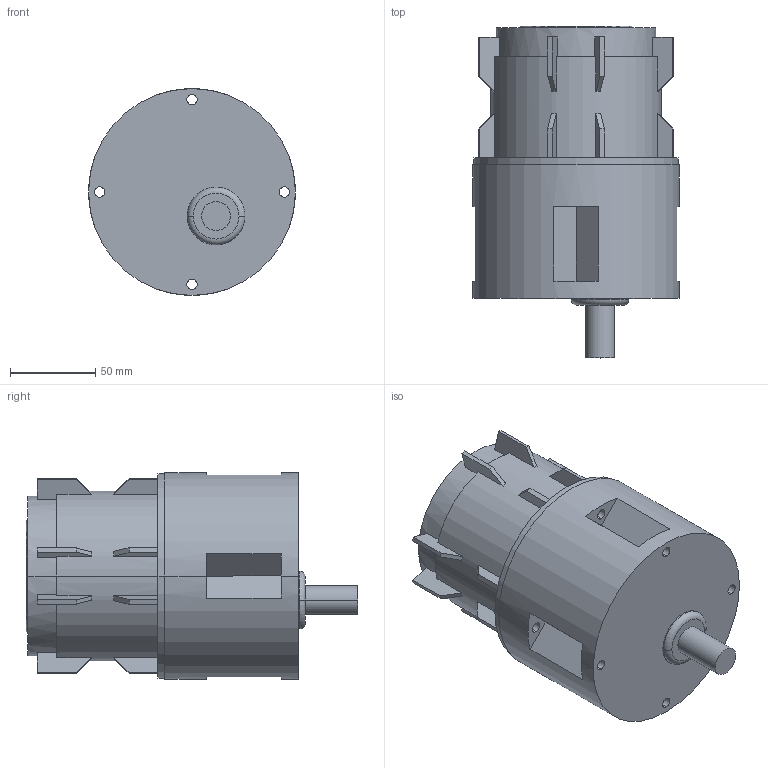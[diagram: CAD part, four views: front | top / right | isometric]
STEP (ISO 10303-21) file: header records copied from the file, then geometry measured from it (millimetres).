
FILE_DESCRIPTION (( 'STEP AP203' ), '1' );
FILE_NAME ('MOTEUR_014_Défaut_sldprt.STEP', '2019-10-30T08:16:21', ( '' ), ( '' ), 'SwSTEP 2.0', 'SolidWorks 2017', '' );
FILE_SCHEMA (( 'CONFIG_CONTROL_DESIGN' ));
Length unit declared in the file: millimetre
Products named in the file (1): MOTEUR_014_Défaut_sldprt
Bounding box: 121.5 x 195 x 121.5 mm (x, y, z)
Volume: 1525744 mm3; surface area: 94251.1 mm2
Topology: 1 solids, 1 shells, 141 faces, 388 edges, 258 vertices
Faces by surface type: plane 105, cylinder 32, torus 2, cone 2
Entity records: 4611 total; most frequent: CARTESIAN_POINT 836, ORIENTED_EDGE 776, DIRECTION 772, EDGE_CURVE 388, VERTEX_POINT 258, AXIS2_PLACEMENT_3D 258, VECTOR 256, LINE 256
